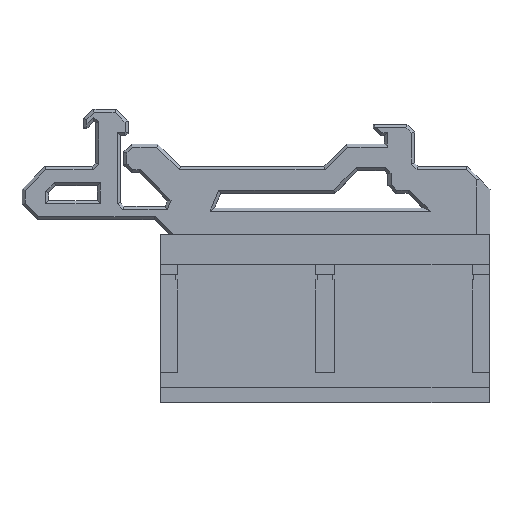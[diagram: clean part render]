
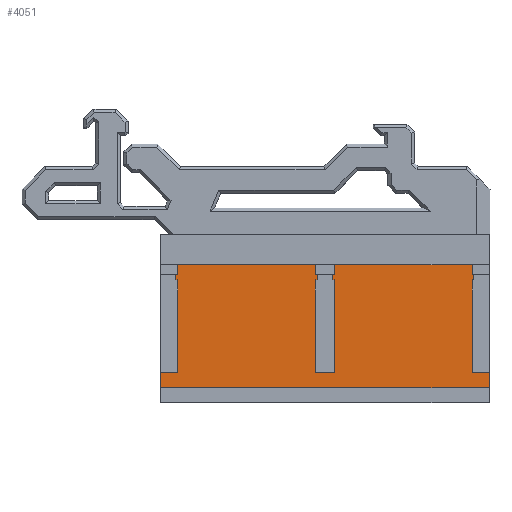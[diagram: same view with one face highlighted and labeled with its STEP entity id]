
A CAD part, top view. The second image highlights one B-rep face of the part: STEP entity #4051.
In plain terms, the highlighted planar face has unit normal (0, 0, 1).
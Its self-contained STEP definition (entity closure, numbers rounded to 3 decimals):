
#59=FACE_OUTER_BOUND('',#302,.T.);
#302=EDGE_LOOP('',(#2794,#2795,#2796,#2797,#2798,#2799,#2800,#2801,#2802,
#2803,#2804,#2805));
#608=LINE('',#5800,#1188);
#631=LINE('',#5846,#1211);
#651=LINE('',#5891,#1231);
#653=LINE('',#5897,#1233);
#663=LINE('',#5916,#1243);
#669=LINE('',#5927,#1249);
#670=LINE('',#5930,#1250);
#671=LINE('',#5932,#1251);
#672=LINE('',#5934,#1252);
#673=LINE('',#5935,#1253);
#674=LINE('',#5936,#1254);
#675=LINE('',#5937,#1255);
#1188=VECTOR('',#4653,1000.);
#1211=VECTOR('',#4680,1000.);
#1231=VECTOR('',#4716,1000.);
#1233=VECTOR('',#4720,1000.);
#1243=VECTOR('',#4732,1000.);
#1249=VECTOR('',#4740,1000.);
#1250=VECTOR('',#4743,1000.);
#1251=VECTOR('',#4744,1000.);
#1252=VECTOR('',#4745,1000.);
#1253=VECTOR('',#4746,1000.);
#1254=VECTOR('',#4747,1000.);
#1255=VECTOR('',#4748,1000.);
#1760=VERTEX_POINT('',#5797);
#1761=VERTEX_POINT('',#5799);
#1781=VERTEX_POINT('',#5843);
#1782=VERTEX_POINT('',#5845);
#1793=VERTEX_POINT('',#5877);
#1799=VERTEX_POINT('',#5889);
#1800=VERTEX_POINT('',#5893);
#1802=VERTEX_POINT('',#5896);
#1814=VERTEX_POINT('',#5925);
#1815=VERTEX_POINT('',#5929);
#1816=VERTEX_POINT('',#5931);
#1817=VERTEX_POINT('',#5933);
#2117=EDGE_CURVE('',#1760,#1761,#608,.T.);
#2140=EDGE_CURVE('',#1781,#1782,#631,.T.);
#2162=EDGE_CURVE('',#1799,#1793,#651,.T.);
#2164=EDGE_CURVE('',#1802,#1800,#653,.T.);
#2174=EDGE_CURVE('',#1800,#1761,#663,.T.);
#2180=EDGE_CURVE('',#1781,#1814,#669,.T.);
#2181=EDGE_CURVE('',#1815,#1814,#670,.T.);
#2182=EDGE_CURVE('',#1815,#1816,#671,.T.);
#2183=EDGE_CURVE('',#1816,#1817,#672,.T.);
#2184=EDGE_CURVE('',#1817,#1793,#673,.T.);
#2185=EDGE_CURVE('',#1799,#1802,#674,.T.);
#2186=EDGE_CURVE('',#1782,#1760,#675,.T.);
#2794=ORIENTED_EDGE('',*,*,#2180,.T.);
#2795=ORIENTED_EDGE('',*,*,#2181,.F.);
#2796=ORIENTED_EDGE('',*,*,#2182,.T.);
#2797=ORIENTED_EDGE('',*,*,#2183,.T.);
#2798=ORIENTED_EDGE('',*,*,#2184,.T.);
#2799=ORIENTED_EDGE('',*,*,#2162,.F.);
#2800=ORIENTED_EDGE('',*,*,#2185,.T.);
#2801=ORIENTED_EDGE('',*,*,#2164,.T.);
#2802=ORIENTED_EDGE('',*,*,#2174,.T.);
#2803=ORIENTED_EDGE('',*,*,#2117,.F.);
#2804=ORIENTED_EDGE('',*,*,#2186,.F.);
#2805=ORIENTED_EDGE('',*,*,#2140,.F.);
#3814=PLANE('',#4321);
#4051=ADVANCED_FACE('',(#59),#3814,.T.);
#4321=AXIS2_PLACEMENT_3D('',#5928,#4741,#4742);
#4653=DIRECTION('',(0.,1.,0.));
#4680=DIRECTION('',(0.,-1.,0.));
#4716=DIRECTION('',(0.,-1.,0.));
#4720=DIRECTION('',(0.,-1.,0.));
#4732=DIRECTION('',(-1.,0.,0.));
#4740=DIRECTION('',(-1.,0.,0.));
#4741=DIRECTION('center_axis',(0.,0.,1.));
#4742=DIRECTION('ref_axis',(0.,-1.,0.));
#4743=DIRECTION('',(0.,-1.,0.));
#4744=DIRECTION('',(-1.,0.,0.));
#4745=DIRECTION('',(0.,-1.,0.));
#4746=DIRECTION('',(-1.,0.,0.));
#4747=DIRECTION('',(-1.,0.,0.));
#4748=DIRECTION('',(-1.,0.,0.));
#5797=CARTESIAN_POINT('',(-21.384,2.,2.));
#5799=CARTESIAN_POINT('',(-21.384,4.,2.));
#5800=CARTESIAN_POINT('',(-21.384,3.,2.));
#5843=CARTESIAN_POINT('',(22.116,4.,2.));
#5845=CARTESIAN_POINT('',(22.116,2.,2.));
#5846=CARTESIAN_POINT('',(22.116,0.,2.));
#5877=CARTESIAN_POINT('',(-0.634,4.,2.));
#5889=CARTESIAN_POINT('',(-0.634,20.25,2.));
#5891=CARTESIAN_POINT('',(-0.634,20.25,2.));
#5893=CARTESIAN_POINT('',(-19.384,4.,2.));
#5896=CARTESIAN_POINT('',(-19.384,20.25,2.));
#5897=CARTESIAN_POINT('',(-19.384,20.25,2.));
#5916=CARTESIAN_POINT('',(54.966,4.,2.));
#5925=CARTESIAN_POINT('',(20.116,4.,2.));
#5927=CARTESIAN_POINT('',(54.966,4.,2.));
#5928=CARTESIAN_POINT('Origin',(54.966,3.,2.));
#5929=CARTESIAN_POINT('',(20.116,20.25,2.));
#5930=CARTESIAN_POINT('',(20.116,20.25,2.));
#5931=CARTESIAN_POINT('',(1.366,20.25,2.));
#5932=CARTESIAN_POINT('',(54.966,20.25,2.));
#5933=CARTESIAN_POINT('',(1.366,4.,2.));
#5934=CARTESIAN_POINT('',(1.366,20.25,2.));
#5935=CARTESIAN_POINT('',(54.966,4.,2.));
#5936=CARTESIAN_POINT('',(54.966,20.25,2.));
#5937=CARTESIAN_POINT('',(54.966,2.,2.));
